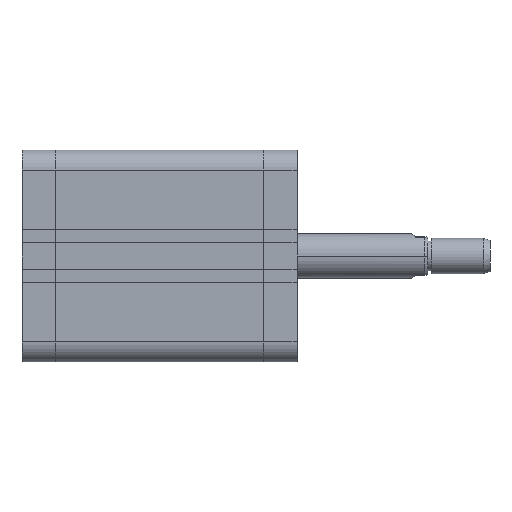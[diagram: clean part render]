
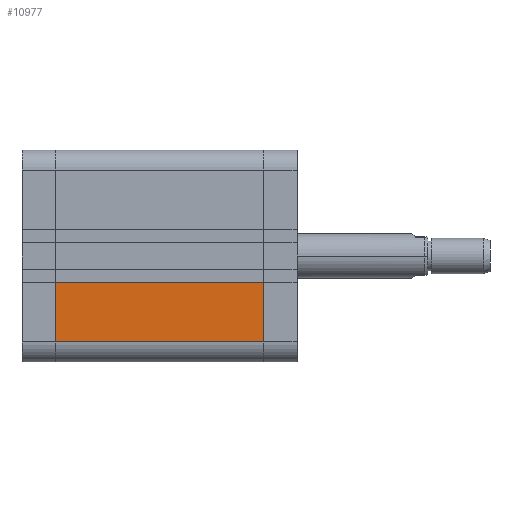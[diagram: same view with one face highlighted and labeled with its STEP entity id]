
A CAD part, front view. The second image highlights one B-rep face of the part: STEP entity #10977.
In plain terms, the highlighted planar face has unit normal (0, -1, 0).
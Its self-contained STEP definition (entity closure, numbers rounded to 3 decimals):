
#109 = CARTESIAN_POINT ( 'NONE',  ( 0., -47.75, -47.75 ) ) ;
#2513 = VECTOR ( 'NONE', #23763, 1000. ) ;
#4739 = PLANE ( 'NONE',  #27123 ) ;
#4987 = DIRECTION ( 'NONE',  ( -1., 0., 0. ) ) ;
#5815 = EDGE_CURVE ( 'NONE', #15928, #30042, #24353, .T. ) ;
#6549 = CARTESIAN_POINT ( 'NONE',  ( 0., -47.75, -11.8 ) ) ;
#6960 = VECTOR ( 'NONE', #4987, 1000. ) ;
#6999 = LINE ( 'NONE', #19123, #20266 ) ;
#7327 = FACE_OUTER_BOUND ( 'NONE', #27615, .T. ) ;
#10624 = VECTOR ( 'NONE', #35405, 1000. ) ;
#10977 = ADVANCED_FACE ( 'NONE', ( #7327 ), #4739, .F. ) ;
#11690 = ORIENTED_EDGE ( 'NONE', *, *, #5815, .T. ) ;
#11991 = CARTESIAN_POINT ( 'NONE',  ( 94., -47.75, -11.8 ) ) ;
#14318 = CARTESIAN_POINT ( 'NONE',  ( 94., -47.75, -47.75 ) ) ;
#14712 = LINE ( 'NONE', #14318, #10624 ) ;
#15928 = VERTEX_POINT ( 'NONE', #6549 ) ;
#16448 = CARTESIAN_POINT ( 'NONE',  ( 94., -47.75, -38.75 ) ) ;
#16663 = CARTESIAN_POINT ( 'NONE',  ( 94., -47.75, -47.75 ) ) ;
#16716 = CARTESIAN_POINT ( 'NONE',  ( 94.001, -47.75, -11.8 ) ) ;
#17058 = DIRECTION ( 'NONE',  ( 0., 0., 1. ) ) ;
#17949 = EDGE_CURVE ( 'NONE', #30042, #23968, #6999, .T. ) ;
#18004 = EDGE_CURVE ( 'NONE', #34829, #15928, #37810, .T. ) ;
#19116 = ORIENTED_EDGE ( 'NONE', *, *, #17949, .T. ) ;
#19123 = CARTESIAN_POINT ( 'NONE',  ( 94., -47.75, -38.75 ) ) ;
#20266 = VECTOR ( 'NONE', #31251, 1000. ) ;
#23763 = DIRECTION ( 'NONE',  ( 0., 0., -1. ) ) ;
#23968 = VERTEX_POINT ( 'NONE', #16448 ) ;
#24353 = LINE ( 'NONE', #109, #2513 ) ;
#26023 = DIRECTION ( 'NONE',  ( 0., 1., 0. ) ) ;
#27123 = AXIS2_PLACEMENT_3D ( 'NONE', #16663, #26023, #17058 ) ;
#27615 = EDGE_LOOP ( 'NONE', ( #33159, #11690, #19116, #34824 ) ) ;
#30042 = VERTEX_POINT ( 'NONE', #34612 ) ;
#31251 = DIRECTION ( 'NONE',  ( 1., 0., 0. ) ) ;
#33159 = ORIENTED_EDGE ( 'NONE', *, *, #18004, .T. ) ;
#34612 = CARTESIAN_POINT ( 'NONE',  ( 0., -47.75, -38.75 ) ) ;
#34824 = ORIENTED_EDGE ( 'NONE', *, *, #35131, .F. ) ;
#34829 = VERTEX_POINT ( 'NONE', #11991 ) ;
#35131 = EDGE_CURVE ( 'NONE', #34829, #23968, #14712, .T. ) ;
#35405 = DIRECTION ( 'NONE',  ( 0., 0., -1. ) ) ;
#37810 = LINE ( 'NONE', #16716, #6960 ) ;
